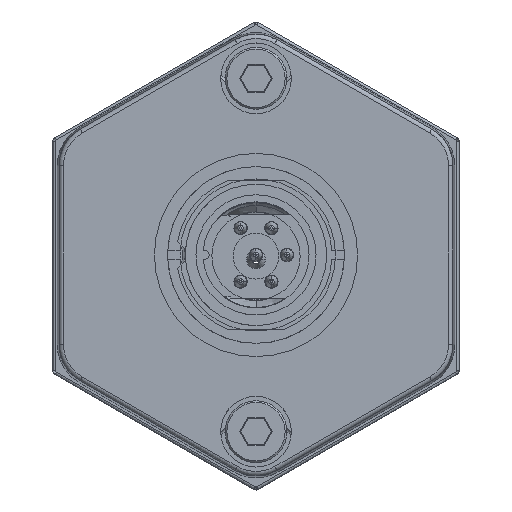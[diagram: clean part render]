
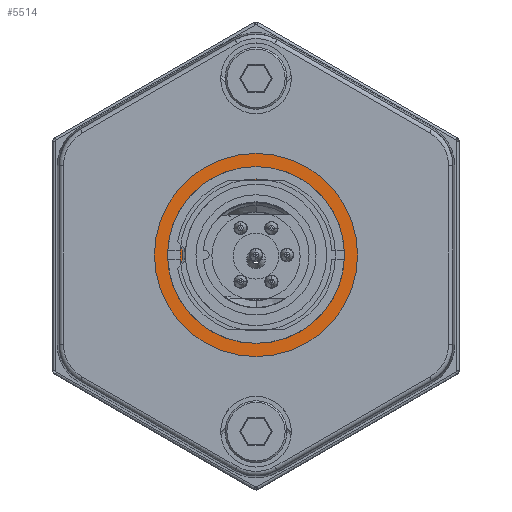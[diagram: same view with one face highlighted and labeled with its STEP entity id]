
A CAD part, top view. The second image highlights one B-rep face of the part: STEP entity #5514.
In plain terms, the highlighted planar face has unit normal (0, 0, 1).
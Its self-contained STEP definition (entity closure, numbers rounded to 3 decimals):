
#439 = AXIS2_PLACEMENT_3D ( 'NONE', #31383, #12394, #34630 ) ;
#692 = DIRECTION ( 'NONE',  ( 0., 0., -1. ) ) ;
#1508 = LINE ( 'NONE', #34906, #33984 ) ;
#1675 = AXIS2_PLACEMENT_3D ( 'NONE', #7015, #29058, #10175 ) ;
#2547 = CARTESIAN_POINT ( 'NONE',  ( -2.958, 8.5, 59.3 ) ) ;
#3521 = VERTEX_POINT ( 'NONE', #16121 ) ;
#3758 = CARTESIAN_POINT ( 'NONE',  ( 2.958, -8.5, 59.3 ) ) ;
#4176 = EDGE_CURVE ( 'NONE', #15360, #33436, #32176, .T. ) ;
#4548 = VERTEX_POINT ( 'NONE', #29061 ) ;
#4565 = CARTESIAN_POINT ( 'NONE',  ( 0., 0., 59.3 ) ) ;
#4886 = DIRECTION ( 'NONE',  ( 0., 0., 1. ) ) ;
#5514 = ADVANCED_FACE ( 'NONE', ( #10728, #18035 ), #22125, .T. ) ;
#5746 = VERTEX_POINT ( 'NONE', #2547 ) ;
#6631 = AXIS2_PLACEMENT_3D ( 'NONE', #19281, #692, #22474 ) ;
#7015 = CARTESIAN_POINT ( 'NONE',  ( 0., 0., 59.3 ) ) ;
#7667 = DIRECTION ( 'NONE',  ( 1., 0., 0. ) ) ;
#8274 = CARTESIAN_POINT ( 'NONE',  ( -8.888, 1.416, 59.3 ) ) ;
#8386 = EDGE_CURVE ( 'NONE', #3521, #4548, #33008, .T. ) ;
#9271 = DIRECTION ( 'NONE',  ( 0., 0., 1. ) ) ;
#9285 = EDGE_CURVE ( 'NONE', #5746, #17838, #1508, .T. ) ;
#10175 = DIRECTION ( 'NONE',  ( 1., 0., 0. ) ) ;
#10314 = ORIENTED_EDGE ( 'NONE', *, *, #8386, .T. ) ;
#10728 = FACE_OUTER_BOUND ( 'NONE', #30100, .T. ) ;
#10745 = DIRECTION ( 'NONE',  ( 1., 0., 0. ) ) ;
#12394 = DIRECTION ( 'NONE',  ( 0., 0., -1. ) ) ;
#13283 = EDGE_CURVE ( 'NONE', #4548, #3521, #26057, .T. ) ;
#13849 = AXIS2_PLACEMENT_3D ( 'NONE', #23623, #4886, #26864 ) ;
#14057 = CIRCLE ( 'NONE', #1675, 9. ) ;
#14796 = CIRCLE ( 'NONE', #6631, 9. ) ;
#14995 = DIRECTION ( 'NONE',  ( -1., 0., 0. ) ) ;
#15360 = VERTEX_POINT ( 'NONE', #3758 ) ;
#16121 = CARTESIAN_POINT ( 'NONE',  ( -11.5, 0., 59.3 ) ) ;
#16959 = ORIENTED_EDGE ( 'NONE', *, *, #23253, .T. ) ;
#17044 = ORIENTED_EDGE ( 'NONE', *, *, #4176, .T. ) ;
#17071 = CARTESIAN_POINT ( 'NONE',  ( -10.3, 0., 59.3 ) ) ;
#17258 = CARTESIAN_POINT ( 'NONE',  ( 0., 0., 59.3 ) ) ;
#17838 = VERTEX_POINT ( 'NONE', #30000 ) ;
#18035 = FACE_BOUND ( 'NONE', #24573, .T. ) ;
#18076 = ORIENTED_EDGE ( 'NONE', *, *, #9285, .T. ) ;
#18774 = VERTEX_POINT ( 'NONE', #8274 ) ;
#18947 = ORIENTED_EDGE ( 'NONE', *, *, #13283, .T. ) ;
#19087 = DIRECTION ( 'NONE',  ( 1., 0., 0. ) ) ;
#19281 = CARTESIAN_POINT ( 'NONE',  ( 0., 0., 59.3 ) ) ;
#20255 = DIRECTION ( 'NONE',  ( 1., 0., 0. ) ) ;
#22100 = AXIS2_PLACEMENT_3D ( 'NONE', #4565, #26525, #7667 ) ;
#22125 = PLANE ( 'NONE',  #27587 ) ;
#22474 = DIRECTION ( 'NONE',  ( 1., 0., 0. ) ) ;
#23253 = EDGE_CURVE ( 'NONE', #33436, #37964, #35103, .T. ) ;
#23623 = CARTESIAN_POINT ( 'NONE',  ( 0., 0., 59.3 ) ) ;
#24573 = EDGE_LOOP ( 'NONE', ( #25498, #17044, #16959, #30581, #36470, #18076 ) ) ;
#25498 = ORIENTED_EDGE ( 'NONE', *, *, #37220, .T. ) ;
#26057 = CIRCLE ( 'NONE', #22100, 11.5 ) ;
#26525 = DIRECTION ( 'NONE',  ( 0., 0., 1. ) ) ;
#26864 = DIRECTION ( 'NONE',  ( 1., 0., 0. ) ) ;
#27249 = AXIS2_PLACEMENT_3D ( 'NONE', #17071, #39291, #20255 ) ;
#27587 = AXIS2_PLACEMENT_3D ( 'NONE', #17258, #9271, #10745 ) ;
#29058 = DIRECTION ( 'NONE',  ( 0., 0., -1. ) ) ;
#29061 = CARTESIAN_POINT ( 'NONE',  ( 11.5, 0., 59.3 ) ) ;
#29233 = CARTESIAN_POINT ( 'NONE',  ( -8.888, -1.416, 59.3 ) ) ;
#30000 = CARTESIAN_POINT ( 'NONE',  ( 2.958, 8.5, 59.3 ) ) ;
#30100 = EDGE_LOOP ( 'NONE', ( #18947, #10314 ) ) ;
#30581 = ORIENTED_EDGE ( 'NONE', *, *, #38459, .T. ) ;
#30594 = CARTESIAN_POINT ( 'NONE',  ( -2.958, -8.5, 59.3 ) ) ;
#31154 = VECTOR ( 'NONE', #14995, 1000. ) ;
#31383 = CARTESIAN_POINT ( 'NONE',  ( 0., 0., 59.3 ) ) ;
#32176 = LINE ( 'NONE', #37541, #31154 ) ;
#33008 = CIRCLE ( 'NONE', #13849, 11.5 ) ;
#33436 = VERTEX_POINT ( 'NONE', #30594 ) ;
#33984 = VECTOR ( 'NONE', #19087, 1000. ) ;
#34630 = DIRECTION ( 'NONE',  ( 1., 0., 0. ) ) ;
#34906 = CARTESIAN_POINT ( 'NONE',  ( -2.958, 8.5, 59.3 ) ) ;
#35103 = CIRCLE ( 'NONE', #439, 9. ) ;
#35837 = EDGE_CURVE ( 'NONE', #18774, #5746, #14057, .T. ) ;
#36470 = ORIENTED_EDGE ( 'NONE', *, *, #35837, .T. ) ;
#37041 = CIRCLE ( 'NONE', #27249, 2. ) ;
#37220 = EDGE_CURVE ( 'NONE', #17838, #15360, #14796, .T. ) ;
#37541 = CARTESIAN_POINT ( 'NONE',  ( -2.958, -8.5, 59.3 ) ) ;
#37964 = VERTEX_POINT ( 'NONE', #29233 ) ;
#38459 = EDGE_CURVE ( 'NONE', #37964, #18774, #37041, .T. ) ;
#39291 = DIRECTION ( 'NONE',  ( 0., 0., 1. ) ) ;
